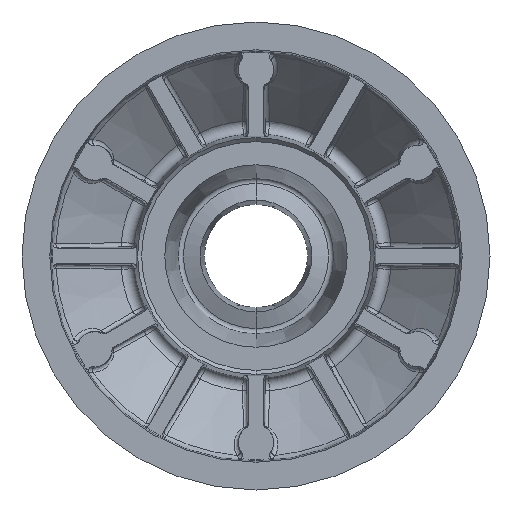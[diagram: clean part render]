
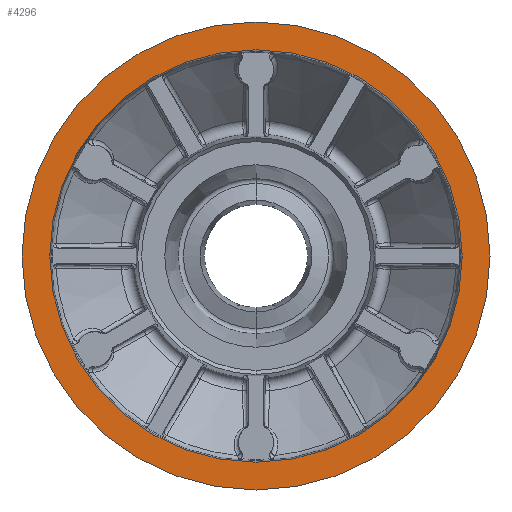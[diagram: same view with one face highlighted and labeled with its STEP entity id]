
A CAD part, front view. The second image highlights one B-rep face of the part: STEP entity #4296.
In plain terms, the highlighted planar face has unit normal (0, -1, 0).
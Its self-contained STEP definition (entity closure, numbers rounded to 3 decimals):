
#325 = AXIS2_PLACEMENT_3D ( 'NONE', #9744, #9671, #9639 ) ;
#333 = EDGE_CURVE ( 'NONE', #4230, #4515, #7456, .T. ) ;
#440 = AXIS2_PLACEMENT_3D ( 'NONE', #763, #7202, #2326 ) ;
#600 = AXIS2_PLACEMENT_3D ( 'NONE', #1307, #3779, #9177 ) ;
#763 = CARTESIAN_POINT ( 'NONE',  ( -14.932, 0., 0. ) ) ;
#1063 = EDGE_CURVE ( 'NONE', #5603, #6209, #5888, .T. ) ;
#1307 = CARTESIAN_POINT ( 'NONE',  ( 0., 0., 0. ) ) ;
#1635 = AXIS2_PLACEMENT_3D ( 'NONE', #3189, #8620, #4066 ) ;
#2283 = PLANE ( 'NONE',  #440 ) ;
#2326 = DIRECTION ( 'NONE',  ( 0., 0., 1. ) ) ;
#2911 = CARTESIAN_POINT ( 'NONE',  ( 0., 0., -29.5 ) ) ;
#3186 = EDGE_LOOP ( 'NONE', ( #4615, #4702 ) ) ;
#3189 = CARTESIAN_POINT ( 'NONE',  ( 0., 0., 0. ) ) ;
#3447 = CARTESIAN_POINT ( 'NONE',  ( 0., 0., 26. ) ) ;
#3674 = EDGE_LOOP ( 'NONE', ( #4064, #4422 ) ) ;
#3779 = DIRECTION ( 'NONE',  ( 0., -1., 0. ) ) ;
#4028 = AXIS2_PLACEMENT_3D ( 'NONE', #4037, #9283, #4921 ) ;
#4037 = CARTESIAN_POINT ( 'NONE',  ( 0., 0., 0. ) ) ;
#4064 = ORIENTED_EDGE ( 'NONE', *, *, #1063, .T. ) ;
#4066 = DIRECTION ( 'NONE',  ( 0., 0., -1. ) ) ;
#4230 = VERTEX_POINT ( 'NONE', #3447 ) ;
#4296 = ADVANCED_FACE ( 'NONE', ( #6432, #8281 ), #2283, .F. ) ;
#4422 = ORIENTED_EDGE ( 'NONE', *, *, #8615, .T. ) ;
#4515 = VERTEX_POINT ( 'NONE', #7379 ) ;
#4615 = ORIENTED_EDGE ( 'NONE', *, *, #5744, .F. ) ;
#4702 = ORIENTED_EDGE ( 'NONE', *, *, #333, .F. ) ;
#4921 = DIRECTION ( 'NONE',  ( 0., 0., -1. ) ) ;
#5326 = CIRCLE ( 'NONE', #1635, 29.5 ) ;
#5603 = VERTEX_POINT ( 'NONE', #2911 ) ;
#5744 = EDGE_CURVE ( 'NONE', #4515, #4230, #8427, .T. ) ;
#5888 = CIRCLE ( 'NONE', #325, 29.5 ) ;
#6209 = VERTEX_POINT ( 'NONE', #8388 ) ;
#6432 = FACE_OUTER_BOUND ( 'NONE', #3674, .T. ) ;
#7202 = DIRECTION ( 'NONE',  ( 0., 1., 0. ) ) ;
#7379 = CARTESIAN_POINT ( 'NONE',  ( 0., 0., -26. ) ) ;
#7456 = CIRCLE ( 'NONE', #600, 26. ) ;
#8281 = FACE_BOUND ( 'NONE', #3186, .T. ) ;
#8388 = CARTESIAN_POINT ( 'NONE',  ( 0., 0., 29.5 ) ) ;
#8427 = CIRCLE ( 'NONE', #4028, 26. ) ;
#8615 = EDGE_CURVE ( 'NONE', #6209, #5603, #5326, .T. ) ;
#8620 = DIRECTION ( 'NONE',  ( 0., -1., 0. ) ) ;
#9177 = DIRECTION ( 'NONE',  ( 0., 0., -1. ) ) ;
#9283 = DIRECTION ( 'NONE',  ( 0., -1., 0. ) ) ;
#9639 = DIRECTION ( 'NONE',  ( 0., 0., -1. ) ) ;
#9671 = DIRECTION ( 'NONE',  ( 0., -1., 0. ) ) ;
#9744 = CARTESIAN_POINT ( 'NONE',  ( 0., 0., 0. ) ) ;
